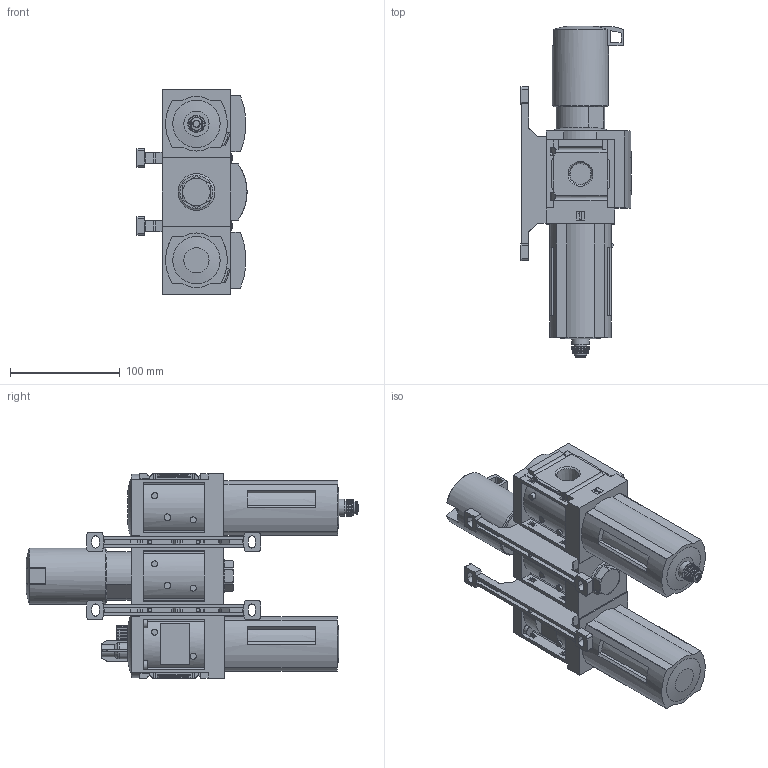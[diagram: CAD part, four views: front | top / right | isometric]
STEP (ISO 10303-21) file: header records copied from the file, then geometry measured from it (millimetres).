
FILE_DESCRIPTION(/* description */ ('STEP AP214'),/* implementation_level */ '2;1');
FILE_NAME(/* name */ '541470_MSB6N-1_2_H4N3M1-WP',/* time_stamp */ '2024-09-11T19:16:41+02:00',/* author */ ('License CC BY-ND 4.0'),/* organization */ ('CADENAS'),/* preprocessor_version */ 'ST-DEVELOPER v19.3',/* originating_system */ 'PARTsolutions',/* authorisation */ ' ');
FILE_SCHEMA (('AUTOMOTIVE_DESIGN {1 0 10303 214 3 1 1}'));
Length unit declared in the file: millimetre
Products named in the file (7): 541470 MSB6N-1/2:H4N3M1-WP; 527669 MS6N-LF-1/2-C--R-V1D; KOND MS6-1-3; 527664 MS6N-LR-1/2-D7-AS1D; 8134994 MS6-MV-B---(0_p); 532195 MS6-WP---(w); 527675 MS6N-LOE-1/2-R1D
Assembly tree (8 placements, depth 2):
  541470 MSB6N-1/2:H4N3M1-WP
    527669 MS6N-LF-1/2-C--R-V1D
    KOND MS6-1-3
    527664 MS6N-LR-1/2-D7-AS1D
    8134994 MS6-MV-B---(0_p)  x2
    532195 MS6-WP---(w)  x2
    527675 MS6N-LOE-1/2-R1D
Bounding box: 100.1 x 301.86 x 186 mm (x, y, z)
Volume: 1698748.3 mm3; surface area: 210406.6 mm2
Topology: 8 solids, 8 shells, 1123 faces, 3070 edges, 2018 vertices
Faces by surface type: plane 739, cylinder 282, cone 54, torus 46, sphere 2
Full cylindrical faces by diameter (mm): 3.242 x4, 3.4 x4, 4 x4, 4.6 x4, 5.5 x6, 6 x1, 7.6 x4, 7.8 x4, 11 x1, 11.4 x1, 11.6 x1, 11.8 x1, 15.8 x1, 51 x1
Entity records: 36206 total; most frequent: CARTESIAN_POINT 5854, ORIENTED_EDGE 5054, DIRECTION 4864, EDGE_CURVE 2527, LINE 1768, VECTOR 1768, VERTEX_POINT 1705, AXIS2_PLACEMENT_3D 1548
